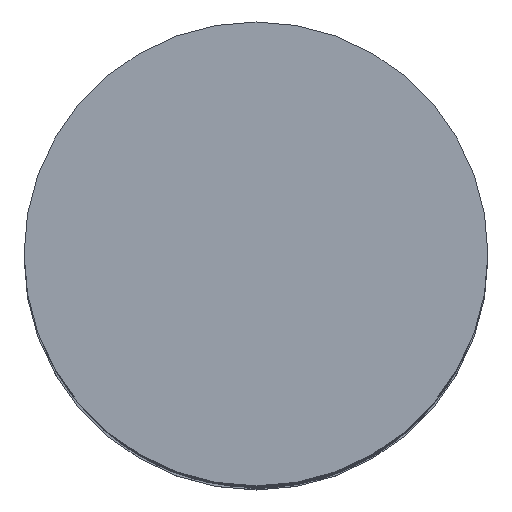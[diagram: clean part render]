
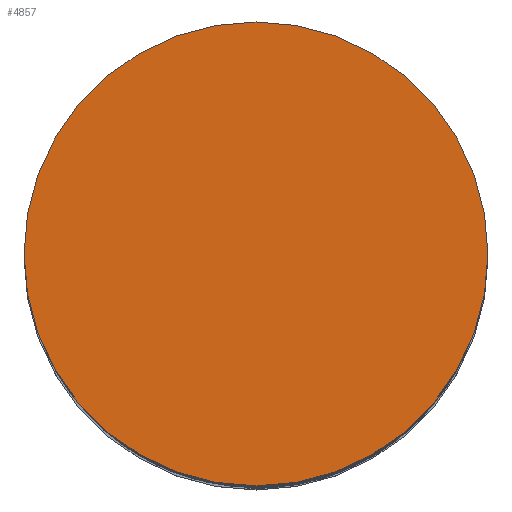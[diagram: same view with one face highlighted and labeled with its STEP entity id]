
A CAD part, top view. The second image highlights one B-rep face of the part: STEP entity #4857.
In plain terms, the highlighted planar face has unit normal (0, 0, 1).
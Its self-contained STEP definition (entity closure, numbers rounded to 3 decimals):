
#56 = DIRECTION ( 'NONE',  ( 1., 0., 0. ) ) ;
#189 = DIRECTION ( 'NONE',  ( 0., 0., 1. ) ) ;
#218 = PLANE ( 'NONE',  #1875 ) ;
#230 = CARTESIAN_POINT ( 'NONE',  ( 0., 0., 5. ) ) ;
#304 = VERTEX_POINT ( 'NONE', #2180 ) ;
#701 = EDGE_CURVE ( 'NONE', #3908, #304, #2690, .T. ) ;
#1215 = DIRECTION ( 'NONE',  ( 1., 0., 0. ) ) ;
#1875 = AXIS2_PLACEMENT_3D ( 'NONE', #2475, #189, #5550 ) ;
#1934 = AXIS2_PLACEMENT_3D ( 'NONE', #230, #2485, #1215 ) ;
#2180 = CARTESIAN_POINT ( 'NONE',  ( -50., 0., 5. ) ) ;
#2475 = CARTESIAN_POINT ( 'NONE',  ( 0., 0., 5. ) ) ;
#2485 = DIRECTION ( 'NONE',  ( 0., 0., 1. ) ) ;
#2603 = EDGE_CURVE ( 'NONE', #304, #3908, #5400, .T. ) ;
#2690 = CIRCLE ( 'NONE', #3717, 50. ) ;
#2718 = CARTESIAN_POINT ( 'NONE',  ( 50., 0., 5. ) ) ;
#2808 = DIRECTION ( 'NONE',  ( 0., 0., 1. ) ) ;
#2916 = ORIENTED_EDGE ( 'NONE', *, *, #2603, .T. ) ;
#2973 = ORIENTED_EDGE ( 'NONE', *, *, #701, .T. ) ;
#3717 = AXIS2_PLACEMENT_3D ( 'NONE', #4152, #2808, #56 ) ;
#3852 = EDGE_LOOP ( 'NONE', ( #2916, #2973 ) ) ;
#3908 = VERTEX_POINT ( 'NONE', #2718 ) ;
#4152 = CARTESIAN_POINT ( 'NONE',  ( 0., 0., 5. ) ) ;
#4698 = FACE_OUTER_BOUND ( 'NONE', #3852, .T. ) ;
#4857 = ADVANCED_FACE ( 'NONE', ( #4698 ), #218, .T. ) ;
#5400 = CIRCLE ( 'NONE', #1934, 50. ) ;
#5550 = DIRECTION ( 'NONE',  ( 1., 0., 0. ) ) ;
